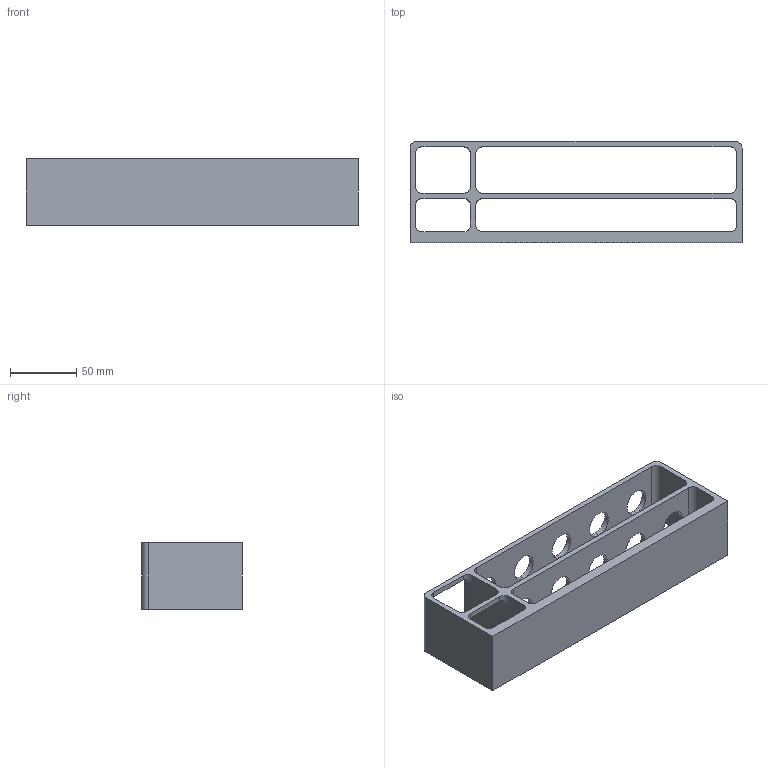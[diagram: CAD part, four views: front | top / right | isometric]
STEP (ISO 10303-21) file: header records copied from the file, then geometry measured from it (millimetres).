
FILE_DESCRIPTION (( 'STEP AP203' ), '1' );
FILE_NAME ('Toothbrush Holder.STEP', '2024-01-27T18:54:09', ( '' ), ( '' ), 'SwSTEP 2.0', 'SolidWorks 2023', '' );
FILE_SCHEMA (( 'CONFIG_CONTROL_DESIGN' ));
Length unit declared in the file: millimetre
Products named in the file (1): Toothbrush Holder
Bounding box: 250 x 76 x 50 mm (x, y, z)
Volume: 201404.1 mm3; surface area: 91984.7 mm2
Topology: 1 solids, 1 shells, 102 faces, 285 edges, 186 vertices
Faces by surface type: cylinder 56, plane 36, torus 10
Entity records: 3462 total; most frequent: CARTESIAN_POINT 624, DIRECTION 595, ORIENTED_EDGE 570, EDGE_CURVE 285, AXIS2_PLACEMENT_3D 221, VERTEX_POINT 186, VECTOR 153, LINE 153
